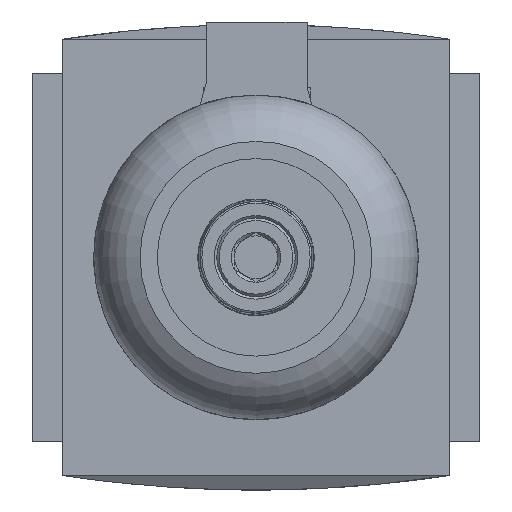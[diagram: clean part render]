
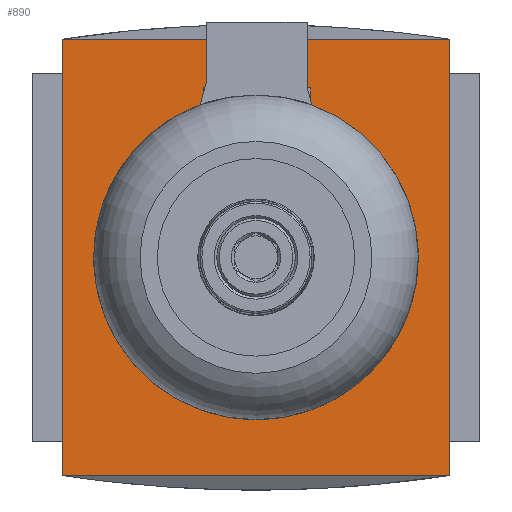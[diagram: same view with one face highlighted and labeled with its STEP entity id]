
A CAD part, front view. The second image highlights one B-rep face of the part: STEP entity #890.
In plain terms, the highlighted planar face has unit normal (0, -1, 0).
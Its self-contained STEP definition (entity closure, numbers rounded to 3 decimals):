
#890 = ADVANCED_FACE( '', ( #1803 ), #1804, .F. );
#1803 = FACE_OUTER_BOUND( '', #2702, .T. );
#1804 = PLANE( '', #2703 );
#2702 = EDGE_LOOP( '', ( #5190, #5191, #5192, #5193 ) );
#2703 = AXIS2_PLACEMENT_3D( '', #5194, #5195, #5196 );
#5190 = ORIENTED_EDGE( '', *, *, #5953, .F. );
#5191 = ORIENTED_EDGE( '', *, *, #6174, .T. );
#5192 = ORIENTED_EDGE( '', *, *, #6204, .F. );
#5193 = ORIENTED_EDGE( '', *, *, #5998, .T. );
#5194 = CARTESIAN_POINT( '', ( 0., -31., 122.903 ) );
#5195 = DIRECTION( '', ( 0., 1., 0. ) );
#5196 = DIRECTION( '', ( 0., 0., 1. ) );
#5953 = EDGE_CURVE( '', #7355, #6495, #7356, .T. );
#5998 = EDGE_CURVE( '', #6491, #6495, #7415, .T. );
#6174 = EDGE_CURVE( '', #7355, #7624, #7625, .T. );
#6204 = EDGE_CURVE( '', #6491, #7624, #7658, .T. );
#6491 = VERTEX_POINT( '', #8046 );
#6495 = VERTEX_POINT( '', #8051 );
#7355 = VERTEX_POINT( '', #9316 );
#7356 = LINE( '', #9317, #9318 );
#7415 = LINE( '', #9402, #9403 );
#7624 = VERTEX_POINT( '', #9720 );
#7625 = LINE( '', #9721, #9722 );
#7658 = LINE( '', #9765, #9766 );
#8046 = CARTESIAN_POINT( '', ( 22.5, -31., 25.4 ) );
#8051 = CARTESIAN_POINT( '', ( -22.5, -31., 25.4 ) );
#9316 = CARTESIAN_POINT( '', ( -22.5, -31., -25.4 ) );
#9317 = CARTESIAN_POINT( '', ( -22.5, -31., -25.4 ) );
#9318 = VECTOR( '', #10603, 1000. );
#9402 = CARTESIAN_POINT( '', ( 0., -31., 25.4 ) );
#9403 = VECTOR( '', #10650, 1000. );
#9720 = CARTESIAN_POINT( '', ( 22.5, -31., -25.4 ) );
#9721 = CARTESIAN_POINT( '', ( 0., -31., -25.4 ) );
#9722 = VECTOR( '', #10783, 1000. );
#9765 = CARTESIAN_POINT( '', ( 22.5, -31., 25.4 ) );
#9766 = VECTOR( '', #10803, 1000. );
#10603 = DIRECTION( '', ( 0., 0., 1. ) );
#10650 = DIRECTION( '', ( -1., 0., 0. ) );
#10783 = DIRECTION( '', ( 1., 0., 0. ) );
#10803 = DIRECTION( '', ( 0., 0., -1. ) );
